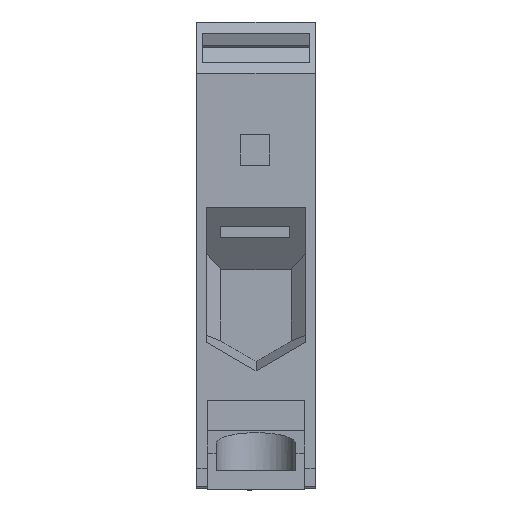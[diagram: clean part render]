
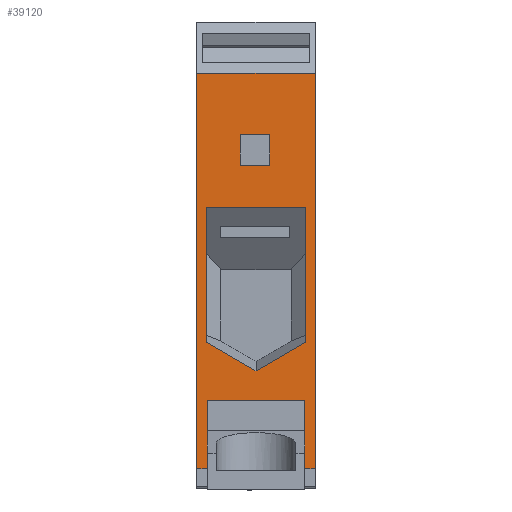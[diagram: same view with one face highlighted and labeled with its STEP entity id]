
A CAD part, front view. The second image highlights one B-rep face of the part: STEP entity #39120.
In plain terms, the highlighted face is planar.
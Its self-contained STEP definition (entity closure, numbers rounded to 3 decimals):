
#1510=CARTESIAN_POINT('',(10.,17.2,-19.95));
#1520=VERTEX_POINT('',#1510);
#1550=CARTESIAN_POINT('',(10.,1.4,
-19.95));
#1560=DIRECTION('',(0.,-1.,0.));
#1570=VECTOR('',#1560,1.);
#1580=LINE('',#1550,#1570);
#1590=CARTESIAN_POINT('',(10.,84.8,-19.95));
#1600=VERTEX_POINT('',#1590);
#1610=EDGE_CURVE('',#1600,#1520,#1580,.T.);
#17130=CARTESIAN_POINT('',(10.,84.8,
0.35));
#17140=VERTEX_POINT('',#17130);
#17170=CARTESIAN_POINT('',(10.,1.4,
0.35));
#17180=DIRECTION('',(0.,-1.,0.));
#17190=VECTOR('',#17180,1.);
#17200=LINE('',#17170,#17190);
#17210=CARTESIAN_POINT('',(10.,17.2,
0.35));
#17220=VERTEX_POINT('',#17210);
#17230=EDGE_CURVE('',#17140,#17220,#17200,.T.);
#28990=CARTESIAN_POINT('',(10.,84.8,
5.1));
#29000=DIRECTION('',(0.,0.,1.));
#29010=VECTOR('',#29000,1.);
#29020=LINE('',#28990,#29010);
#29030=CARTESIAN_POINT('',(10.,84.8,
-18.1));
#29040=VERTEX_POINT('',#29030);
#29050=EDGE_CURVE('',#1600,#29040,#29020,.T.);
#29270=CARTESIAN_POINT('',(10.,84.8,
-1.5));
#29280=VERTEX_POINT('',#29270);
#29310=EDGE_CURVE('',#29280,#17140,#29020,.T.);
#37970=CARTESIAN_POINT('',(10.,17.2,-19.95));
#37980=DIRECTION('',(-1.,0.,0.));
#37990=DIRECTION('',(0.,-1.,0.));
#38000=AXIS2_PLACEMENT_3D('',#37970,#37980,#37990);
#38010=PLANE('',#38000);
#38020=CARTESIAN_POINT('',(10.,0.,-7.45));
#38030=DIRECTION('',(0.,-1.,0.));
#38040=VECTOR('',#38030,1.);
#38050=LINE('',#38020,#38040);
#38060=CARTESIAN_POINT('',(10.,32.9,
-7.45));
#38070=VERTEX_POINT('',#38060);
#38080=CARTESIAN_POINT('',(10.,27.623,
-7.45));
#38090=VERTEX_POINT('',#38080);
#38100=EDGE_CURVE('',#38070,#38090,#38050,.T.);
#38110=ORIENTED_EDGE('',*,*,#38100,.F.);
#38120=CARTESIAN_POINT('',(10.,27.623,0.));
#38130=DIRECTION('',(0.,0.,-1.));
#38140=VECTOR('',#38130,1.);
#38150=LINE('',#38120,#38140);
#38160=CARTESIAN_POINT('',(10.,27.623,
-12.45));
#38170=VERTEX_POINT('',#38160);
#38180=EDGE_CURVE('',#38090,#38170,#38150,.T.);
#38190=ORIENTED_EDGE('',*,*,#38180,.F.);
#38200=CARTESIAN_POINT('',(10.,0.,-12.45));
#38210=DIRECTION('',(0.,1.,0.));
#38220=VECTOR('',#38210,1.);
#38230=LINE('',#38200,#38220);
#38240=CARTESIAN_POINT('',(10.,32.9,
-12.45));
#38250=VERTEX_POINT('',#38240);
#38260=EDGE_CURVE('',#38170,#38250,#38230,.T.);
#38270=ORIENTED_EDGE('',*,*,#38260,.F.);
#38280=CARTESIAN_POINT('',(10.,32.9,0.));
#38290=DIRECTION('',(0.,0.,-1.));
#38300=VECTOR('',#38290,1.);
#38310=LINE('',#38280,#38300);
#38320=EDGE_CURVE('',#38070,#38250,#38310,.T.);
#38330=ORIENTED_EDGE('',*,*,#38320,.T.);
#38340=EDGE_LOOP('',(#38330,#38270,#38190,#38110));
#38350=FACE_BOUND('',#38340,.T.);
#38360=CARTESIAN_POINT('',(10.,62.383,0.));
#38370=DIRECTION('',(0.,0.5,-0.866));
#38380=VECTOR('',#38370,1.);
#38390=LINE('',#38360,#38380);
#38400=CARTESIAN_POINT('',(10.,63.131,-1.296));
#38410=VERTEX_POINT('',#38400);
#38420=CARTESIAN_POINT('',(10.,68.041,-9.8));
#38430=VERTEX_POINT('',#38420);
#38440=EDGE_CURVE('',#38410,#38430,#38390,.T.);
#38450=ORIENTED_EDGE('',*,*,#38440,.T.);
#38460=CARTESIAN_POINT('',(10.,0.,-1.296));
#38470=DIRECTION('',(0.,1.,0.));
#38480=VECTOR('',#38470,1.);
#38490=LINE('',#38460,#38480);
#38500=CARTESIAN_POINT('',(10.,40.143,
-1.296));
#38510=VERTEX_POINT('',#38500);
#38520=EDGE_CURVE('',#38510,#38410,#38490,.T.);
#38530=ORIENTED_EDGE('',*,*,#38520,.T.);
#38540=CARTESIAN_POINT('',(10.,40.143,0.));
#38550=DIRECTION('',(0.,0.,1.));
#38560=VECTOR('',#38550,1.);
#38570=LINE('',#38540,#38560);
#38580=CARTESIAN_POINT('',(10.,40.143,-18.304));
#38590=VERTEX_POINT('',#38580);
#38600=EDGE_CURVE('',#38590,#38510,#38570,.T.);
#38610=ORIENTED_EDGE('',*,*,#38600,.T.);
#38620=CARTESIAN_POINT('',(10.,0.,-18.304));
#38630=DIRECTION('',(0.,-1.,0.));
#38640=VECTOR('',#38630,1.);
#38650=LINE('',#38620,#38640);
#38660=CARTESIAN_POINT('',(10.,63.131,-18.304));
#38670=VERTEX_POINT('',#38660);
#38680=EDGE_CURVE('',#38670,#38590,#38650,.T.);
#38690=ORIENTED_EDGE('',*,*,#38680,.T.);
#38700=CARTESIAN_POINT('',(10.,73.699,0.));
#38710=DIRECTION('',(0.,0.5,0.866));
#38720=VECTOR('',#38710,1.);
#38730=LINE('',#38700,#38720);
#38740=EDGE_CURVE('',#38670,#38430,#38730,.T.);
#38750=ORIENTED_EDGE('',*,*,#38740,.F.);
#38760=EDGE_LOOP('',(#38750,#38690,#38610,#38530,#38450));
#38770=FACE_BOUND('',#38760,.T.);
#38780=ORIENTED_EDGE('',*,*,#29310,.T.);
#38790=CARTESIAN_POINT('',(10.,0.,-1.5));
#38800=DIRECTION('',(0.,1.,0.));
#38810=VECTOR('',#38800,1.);
#38820=LINE('',#38790,#38810);
#38830=CARTESIAN_POINT('',(10.,73.025,
-1.5));
#38840=VERTEX_POINT('',#38830);
#38850=EDGE_CURVE('',#38840,#29280,#38820,.T.);
#38860=ORIENTED_EDGE('',*,*,#38850,.T.);
#38870=CARTESIAN_POINT('',(10.,73.025,0.));
#38880=DIRECTION('',(0.,0.,-1.));
#38890=VECTOR('',#38880,1.);
#38900=LINE('',#38870,#38890);
#38910=CARTESIAN_POINT('',(10.,73.025,-18.1));
#38920=VERTEX_POINT('',#38910);
#38930=EDGE_CURVE('',#38840,#38920,#38900,.T.);
#38940=ORIENTED_EDGE('',*,*,#38930,.F.);
#38950=CARTESIAN_POINT('',(10.,0.,-18.1));
#38960=DIRECTION('',(0.,-1.,0.));
#38970=VECTOR('',#38960,1.);
#38980=LINE('',#38950,#38970);
#38990=EDGE_CURVE('',#29040,#38920,#38980,.T.);
#39000=ORIENTED_EDGE('',*,*,#38990,.T.);
#39010=ORIENTED_EDGE('',*,*,#29050,.T.);
#39020=ORIENTED_EDGE('',*,*,#1610,.F.);
#39030=CARTESIAN_POINT('',(10.,17.2,
5.1));
#39040=DIRECTION('',(0.,0.,1.));
#39050=VECTOR('',#39040,1.);
#39060=LINE('',#39030,#39050);
#39070=EDGE_CURVE('',#1520,#17220,#39060,.T.);
#39080=ORIENTED_EDGE('',*,*,#39070,.F.);
#39090=ORIENTED_EDGE('',*,*,#17230,.T.);
#39100=EDGE_LOOP('',(#39090,#39080,#39020,#39010,#39000,#38940,#38860,
#38780));
#39110=FACE_OUTER_BOUND('',#39100,.T.);
#39120=ADVANCED_FACE('',(#38350,#38770,#39110),#38010,.F.);
